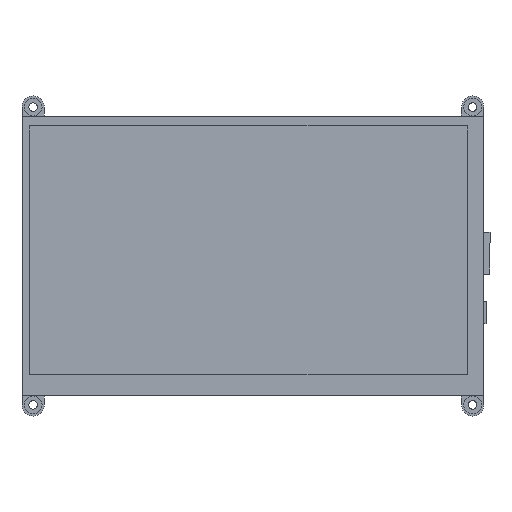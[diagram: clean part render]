
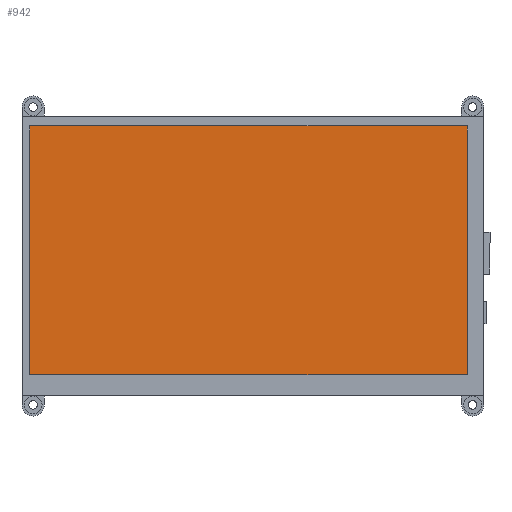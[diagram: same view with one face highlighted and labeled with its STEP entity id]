
A CAD part, top view. The second image highlights one B-rep face of the part: STEP entity #942.
In plain terms, the highlighted planar face has unit normal (0, 0, 1).
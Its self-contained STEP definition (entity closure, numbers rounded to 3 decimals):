
#298 = VECTOR ( 'NONE', #3604, 1000. ) ;
#444 = VERTEX_POINT ( 'NONE', #1726 ) ;
#605 = ORIENTED_EDGE ( 'NONE', *, *, #3890, .T. ) ;
#795 = EDGE_CURVE ( 'NONE', #444, #3914, #2799, .T. ) ;
#942 = ADVANCED_FACE ( 'NONE', ( #1567 ), #1413, .T. ) ;
#1090 = CARTESIAN_POINT ( 'NONE',  ( -79.855, -42.5, 7.75 ) ) ;
#1101 = DIRECTION ( 'NONE',  ( 0., 1., 0. ) ) ;
#1108 = DIRECTION ( 'NONE',  ( 0., 0., 1. ) ) ;
#1413 = PLANE ( 'NONE',  #3888 ) ;
#1567 = FACE_OUTER_BOUND ( 'NONE', #3537, .T. ) ;
#1623 = VECTOR ( 'NONE', #1101, 1000. ) ;
#1680 = VERTEX_POINT ( 'NONE', #1734 ) ;
#1726 = CARTESIAN_POINT ( 'NONE',  ( -79.855, -42.5, 7.75 ) ) ;
#1734 = CARTESIAN_POINT ( 'NONE',  ( -79.855, 46.5, 7.75 ) ) ;
#1843 = VECTOR ( 'NONE', #2519, 1000. ) ;
#1886 = CARTESIAN_POINT ( 'NONE',  ( -79.855, 46.5, 7.75 ) ) ;
#1936 = LINE ( 'NONE', #2213, #1843 ) ;
#2007 = LINE ( 'NONE', #1886, #2358 ) ;
#2141 = ORIENTED_EDGE ( 'NONE', *, *, #2727, .T. ) ;
#2213 = CARTESIAN_POINT ( 'NONE',  ( -79.855, 46.5, 7.75 ) ) ;
#2358 = VECTOR ( 'NONE', #2521, 1000. ) ;
#2519 = DIRECTION ( 'NONE',  ( -1., 0., 0. ) ) ;
#2521 = DIRECTION ( 'NONE',  ( 0., -1., 0. ) ) ;
#2604 = CARTESIAN_POINT ( 'NONE',  ( 76.645, -42.5, 7.75 ) ) ;
#2727 = EDGE_CURVE ( 'NONE', #2763, #1680, #1936, .T. ) ;
#2763 = VERTEX_POINT ( 'NONE', #3159 ) ;
#2799 = LINE ( 'NONE', #1090, #298 ) ;
#2899 = ORIENTED_EDGE ( 'NONE', *, *, #795, .T. ) ;
#2999 = CARTESIAN_POINT ( 'NONE',  ( 76.645, 46.5, 7.75 ) ) ;
#3004 = CARTESIAN_POINT ( 'NONE',  ( 0., 0., 7.75 ) ) ;
#3089 = ORIENTED_EDGE ( 'NONE', *, *, #3485, .T. ) ;
#3159 = CARTESIAN_POINT ( 'NONE',  ( 76.645, 46.5, 7.75 ) ) ;
#3298 = LINE ( 'NONE', #2999, #1623 ) ;
#3311 = DIRECTION ( 'NONE',  ( 1., 0., 0. ) ) ;
#3485 = EDGE_CURVE ( 'NONE', #1680, #444, #2007, .T. ) ;
#3537 = EDGE_LOOP ( 'NONE', ( #3089, #2899, #605, #2141 ) ) ;
#3604 = DIRECTION ( 'NONE',  ( 1., 0., 0. ) ) ;
#3888 = AXIS2_PLACEMENT_3D ( 'NONE', #3004, #1108, #3311 ) ;
#3890 = EDGE_CURVE ( 'NONE', #3914, #2763, #3298, .T. ) ;
#3914 = VERTEX_POINT ( 'NONE', #2604 ) ;
